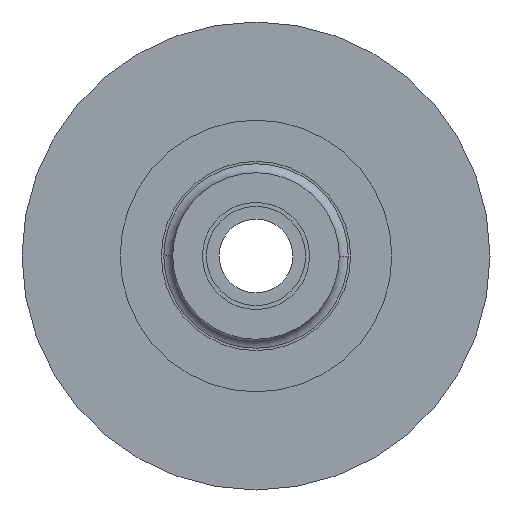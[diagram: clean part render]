
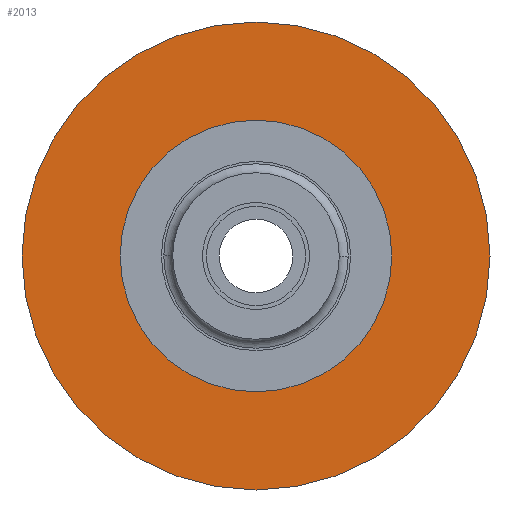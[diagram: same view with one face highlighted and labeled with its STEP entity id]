
A CAD part, front view. The second image highlights one B-rep face of the part: STEP entity #2013.
In plain terms, the highlighted planar face has unit normal (0, -1, 0).
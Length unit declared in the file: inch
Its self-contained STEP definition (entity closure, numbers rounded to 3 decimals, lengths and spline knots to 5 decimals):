
#82 = CARTESIAN_POINT ( 'NONE',  ( 0., -0.1, 0. ) ) ;
#91 = DIRECTION ( 'NONE',  ( 0., 1., 0. ) ) ;
#95 = DIRECTION ( 'NONE',  ( 1., 0., 0. ) ) ;
#171 = CARTESIAN_POINT ( 'NONE',  ( 0., -0.1, 0. ) ) ;
#172 = DIRECTION ( 'NONE',  ( 0., 1., 0. ) ) ;
#173 = DIRECTION ( 'NONE',  ( 1., 0., 0. ) ) ;
#187 = DIRECTION ( 'NONE',  ( 1., 0., 0. ) ) ;
#188 = DIRECTION ( 'NONE',  ( 0., 1., 0. ) ) ;
#189 = CARTESIAN_POINT ( 'NONE',  ( 0., -0.1, 0. ) ) ;
#252 = CARTESIAN_POINT ( 'NONE',  ( 0., -0.1, 0. ) ) ;
#253 = DIRECTION ( 'NONE',  ( 0., 1., 0. ) ) ;
#256 = DIRECTION ( 'NONE',  ( 1., 0., 0. ) ) ;
#398 = AXIS2_PLACEMENT_3D ( 'NONE', #1406, #1436, #1439 ) ;
#493 = CARTESIAN_POINT ( 'NONE',  ( -0.3425, -0.1, 0. ) ) ;
#511 = CARTESIAN_POINT ( 'NONE',  ( 0.59, -0.1, 0. ) ) ;
#671 = CARTESIAN_POINT ( 'NONE',  ( 0.3425, -0.1, 0. ) ) ;
#684 = CARTESIAN_POINT ( 'NONE',  ( -0.59, -0.1, 0. ) ) ;
#797 = EDGE_CURVE ( 'NONE', #1346, #1070, #1760, .T. ) ;
#812 = EDGE_CURVE ( 'NONE', #1070, #1346, #1724, .T. ) ;
#813 = EDGE_CURVE ( 'NONE', #1076, #1326, #1763, .T. ) ;
#827 = EDGE_CURVE ( 'NONE', #1326, #1076, #1859, .T. ) ;
#906 = AXIS2_PLACEMENT_3D ( 'NONE', #189, #188, #187 ) ;
#936 = AXIS2_PLACEMENT_3D ( 'NONE', #252, #253, #256 ) ;
#951 = AXIS2_PLACEMENT_3D ( 'NONE', #82, #91, #95 ) ;
#967 = AXIS2_PLACEMENT_3D ( 'NONE', #171, #172, #173 ) ;
#1024 = ORIENTED_EDGE ( 'NONE', *, *, #827, .F. ) ;
#1070 = VERTEX_POINT ( 'NONE', #493 ) ;
#1073 = EDGE_LOOP ( 'NONE', ( #1088, #1147 ) ) ;
#1076 = VERTEX_POINT ( 'NONE', #511 ) ;
#1088 = ORIENTED_EDGE ( 'NONE', *, *, #797, .T. ) ;
#1140 = EDGE_LOOP ( 'NONE', ( #1222, #1024 ) ) ;
#1147 = ORIENTED_EDGE ( 'NONE', *, *, #812, .T. ) ;
#1222 = ORIENTED_EDGE ( 'NONE', *, *, #813, .F. ) ;
#1326 = VERTEX_POINT ( 'NONE', #684 ) ;
#1346 = VERTEX_POINT ( 'NONE', #671 ) ;
#1406 = CARTESIAN_POINT ( 'NONE',  ( 0., -0.1, 0. ) ) ;
#1409 = PLANE ( 'NONE',  #398 ) ;
#1436 = DIRECTION ( 'NONE',  ( 0., -1., 0. ) ) ;
#1439 = DIRECTION ( 'NONE',  ( -1., 0., 0. ) ) ;
#1484 = FACE_OUTER_BOUND ( 'NONE', #1140, .T. ) ;
#1685 = FACE_BOUND ( 'NONE', #1073, .T. ) ;
#1724 = CIRCLE ( 'NONE', #906, 0.3425 ) ;
#1760 = CIRCLE ( 'NONE', #951, 0.3425 ) ;
#1763 = CIRCLE ( 'NONE', #967, 0.59 ) ;
#1859 = CIRCLE ( 'NONE', #936, 0.59 ) ;
#2013 = ADVANCED_FACE ( 'NONE', ( #1685, #1484 ), #1409, .T. ) ;
